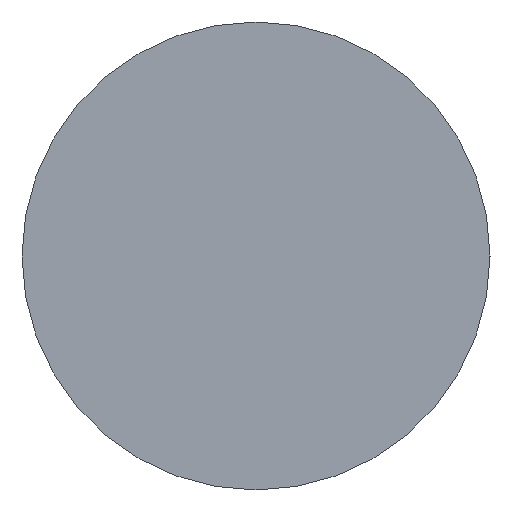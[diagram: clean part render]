
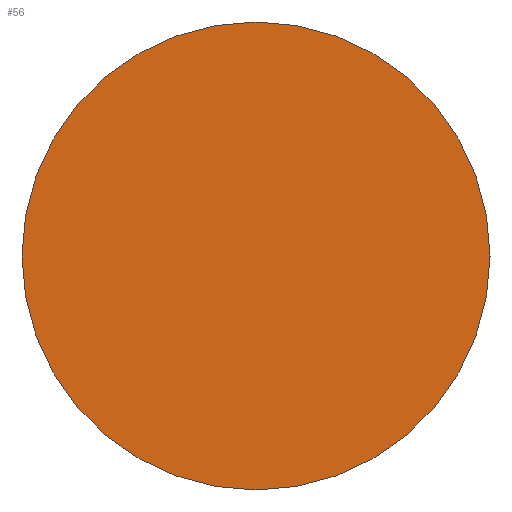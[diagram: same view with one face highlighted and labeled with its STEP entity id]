
A CAD part, left-side view. The second image highlights one B-rep face of the part: STEP entity #56.
In plain terms, the highlighted planar face has unit normal (-1, 0, 0).
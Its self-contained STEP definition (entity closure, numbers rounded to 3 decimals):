
#2 = ORIENTED_EDGE ( 'NONE', *, *, #3, .T. ) ;
#3 = EDGE_CURVE ( 'NONE', #95, #25, #101, .T. ) ;
#25 = VERTEX_POINT ( 'NONE', #75 ) ;
#41 = AXIS2_PLACEMENT_3D ( 'NONE', #79, #49, #170 ) ;
#49 = DIRECTION ( 'NONE',  ( -1., 0., 0. ) ) ;
#53 = AXIS2_PLACEMENT_3D ( 'NONE', #125, #119, #153 ) ;
#56 = ADVANCED_FACE ( 'NONE', ( #98 ), #118, .F. ) ;
#68 = EDGE_LOOP ( 'NONE', ( #131, #2 ) ) ;
#74 = DIRECTION ( 'NONE',  ( 0., 0., -1. ) ) ;
#75 = CARTESIAN_POINT ( 'NONE',  ( 46.303, 26.093, 6.35 ) ) ;
#79 = CARTESIAN_POINT ( 'NONE',  ( 46.303, 26.093, 0. ) ) ;
#95 = VERTEX_POINT ( 'NONE', #117 ) ;
#98 = FACE_OUTER_BOUND ( 'NONE', #68, .T. ) ;
#101 = CIRCLE ( 'NONE', #53, 6.35 ) ;
#117 = CARTESIAN_POINT ( 'NONE',  ( 46.303, 26.093, -6.35 ) ) ;
#118 = PLANE ( 'NONE',  #174 ) ;
#119 = DIRECTION ( 'NONE',  ( -1., 0., 0. ) ) ;
#125 = CARTESIAN_POINT ( 'NONE',  ( 46.303, 26.093, 0. ) ) ;
#131 = ORIENTED_EDGE ( 'NONE', *, *, #167, .T. ) ;
#144 = CARTESIAN_POINT ( 'NONE',  ( 46.303, 26.093, 0. ) ) ;
#153 = DIRECTION ( 'NONE',  ( 0., 0., 1. ) ) ;
#154 = CIRCLE ( 'NONE', #41, 6.35 ) ;
#167 = EDGE_CURVE ( 'NONE', #25, #95, #154, .T. ) ;
#170 = DIRECTION ( 'NONE',  ( 0., 0., 1. ) ) ;
#174 = AXIS2_PLACEMENT_3D ( 'NONE', #144, #185, #74 ) ;
#185 = DIRECTION ( 'NONE',  ( 1., 0., 0. ) ) ;
